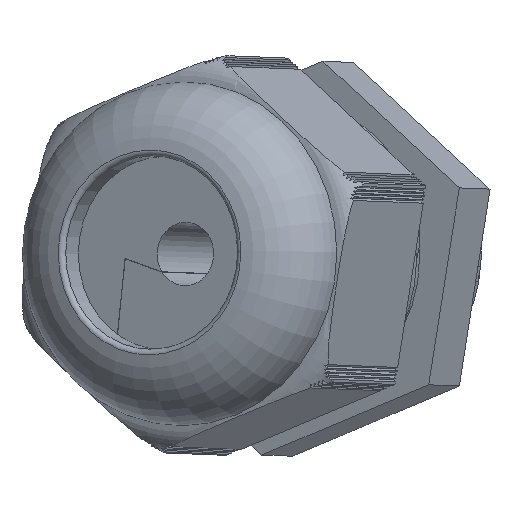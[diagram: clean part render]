
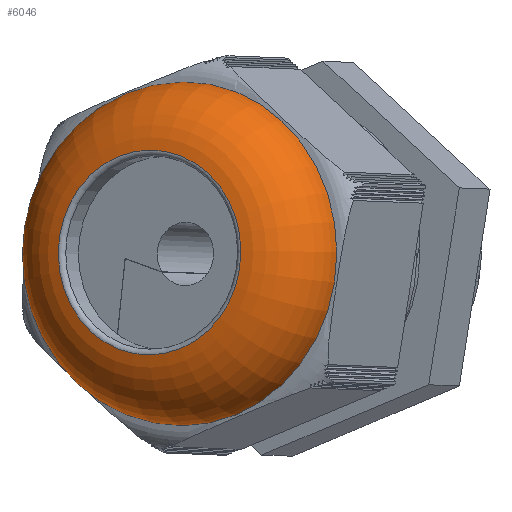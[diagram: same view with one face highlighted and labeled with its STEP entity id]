
A CAD part, top view. The second image highlights one B-rep face of the part: STEP entity #6046.
In plain terms, the highlighted toroidal (fillet/blend) face has major radius 9.11 mm and minor radius 7.13 mm.
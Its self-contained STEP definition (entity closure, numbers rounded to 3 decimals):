
#27=TOROIDAL_SURFACE('',#6565,9.11,7.13);
#134=FACE_BOUND('',#1014,.T.);
#307=CIRCLE('',#6545,16.24);
#308=CIRCLE('',#6546,16.24);
#312=CIRCLE('',#6564,9.685);
#668=FACE_OUTER_BOUND('',#1013,.T.);
#1013=EDGE_LOOP('',(#4777));
#1014=EDGE_LOOP('',(#4778,#4779));
#2618=VERTEX_POINT('',#11090);
#2619=VERTEX_POINT('',#11091);
#2623=VERTEX_POINT('',#11123);
#3370=EDGE_CURVE('',#2618,#2619,#307,.T.);
#3371=EDGE_CURVE('',#2619,#2618,#308,.T.);
#3384=EDGE_CURVE('',#2623,#2623,#312,.T.);
#4777=ORIENTED_EDGE('',*,*,#3384,.F.);
#4778=ORIENTED_EDGE('',*,*,#3370,.F.);
#4779=ORIENTED_EDGE('',*,*,#3371,.F.);
#6046=ADVANCED_FACE('',(#668,#134),#27,.T.);
#6545=AXIS2_PLACEMENT_3D('',#11092,#7784,#7785);
#6546=AXIS2_PLACEMENT_3D('',#11093,#7786,#7787);
#6564=AXIS2_PLACEMENT_3D('',#11124,#7831,#7832);
#6565=AXIS2_PLACEMENT_3D('',#11125,#7833,#7834);
#7784=DIRECTION('center_axis',(0.,0.,-1.));
#7785=DIRECTION('ref_axis',(-1.,0.,0.));
#7786=DIRECTION('center_axis',(0.,0.,-1.));
#7787=DIRECTION('ref_axis',(-1.,0.,0.));
#7831=DIRECTION('center_axis',(0.,0.,1.));
#7832=DIRECTION('ref_axis',(1.,0.,0.));
#7833=DIRECTION('center_axis',(0.,0.,-1.));
#7834=DIRECTION('ref_axis',(1.,0.,0.));
#11090=CARTESIAN_POINT('',(16.24,0.,0.));
#11091=CARTESIAN_POINT('',(-16.24,0.,0.));
#11092=CARTESIAN_POINT('Origin',(0.,0.,0.));
#11093=CARTESIAN_POINT('Origin',(0.,0.,0.));
#11123=CARTESIAN_POINT('',(-9.685,0.,7.107));
#11124=CARTESIAN_POINT('Origin',(0.,0.,7.107));
#11125=CARTESIAN_POINT('Origin',(0.,0.,0.));
